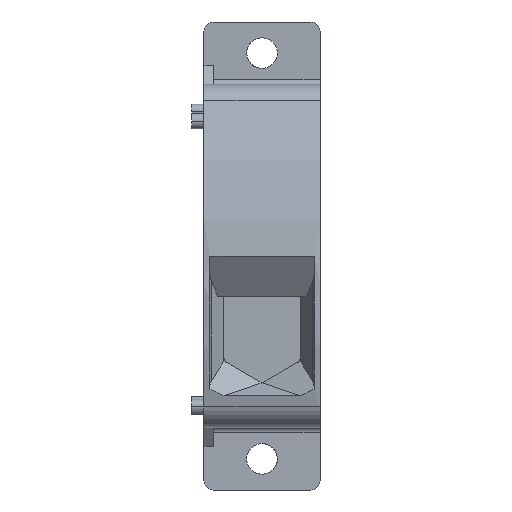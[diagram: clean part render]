
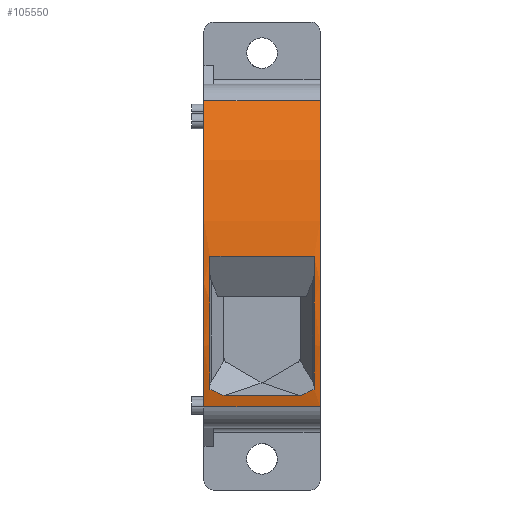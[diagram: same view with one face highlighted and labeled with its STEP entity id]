
A CAD part, front view. The second image highlights one B-rep face of the part: STEP entity #105550.
In plain terms, the highlighted cylindrical face has radius 100 mm (diameter 200 mm), a partial arc.
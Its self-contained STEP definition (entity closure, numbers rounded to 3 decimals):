
#210=CARTESIAN_POINT('',(25.,80.896,
70.319));
#220=VERTEX_POINT('',#210);
#250=CARTESIAN_POINT('',(25.,-10.615,30.));
#260=DIRECTION('',(-1.,0.,0.));
#270=DIRECTION('',(0.,-1.,0.));
#280=AXIS2_PLACEMENT_3D('',#250,#260,#270);
#290=CIRCLE('',#280,100.);
#300=CARTESIAN_POINT('',(25.,86.07,
4.468));
#310=VERTEX_POINT('',#300);
#320=EDGE_CURVE('',#220,#310,#290,.T.);
#11010=CARTESIAN_POINT('',(0.,86.07,
4.468));
#11020=VERTEX_POINT('',#11010);
#11050=CARTESIAN_POINT('',(0.,-10.615,
30.));
#11060=DIRECTION('',(-1.,0.,0.));
#11070=DIRECTION('',(0.,-1.,0.));
#11080=AXIS2_PLACEMENT_3D('',#11050,#11060,#11070);
#11090=CIRCLE('',#11080,100.);
#11100=CARTESIAN_POINT('',(0.,80.896,
70.319));
#11110=VERTEX_POINT('',#11100);
#11120=EDGE_CURVE('',#11110,#11020,#11090,.T.);
#94310=CARTESIAN_POINT('',(25.,80.896,
70.319));
#94320=DIRECTION('',(-1.,0.,0.));
#94330=VECTOR('',#94320,1.);
#94340=LINE('',#94310,#94330);
#94350=EDGE_CURVE('',#220,#11110,#94340,.T.);
#94670=CARTESIAN_POINT('',(23.7,86.992,
8.255));
#94680=VERTEX_POINT('',#94670);
#94710=CARTESIAN_POINT('',(23.7,-10.615,
30.));
#94720=DIRECTION('',(-1.,0.,0.));
#94730=DIRECTION('',(0.,-1.,0.));
#94740=AXIS2_PLACEMENT_3D('',#94710,#94720,#94730);
#94750=CIRCLE('',#94740,100.);
#94760=CARTESIAN_POINT('',(23.7,89.149,
36.861));
#94770=VERTEX_POINT('',#94760);
#94780=EDGE_CURVE('',#94770,#94680,#94750,.T.);
#95010=CARTESIAN_POINT('',(25.,86.07,
4.468));
#95020=DIRECTION('',(-1.,0.,0.));
#95030=VECTOR('',#95020,1.);
#95040=LINE('',#95010,#95030);
#95050=EDGE_CURVE('',#310,#11020,#95040,.T.);
#105000=CARTESIAN_POINT('',(25.,-10.615,30.));
#105010=DIRECTION('',(-1.,0.,0.));
#105020=DIRECTION('',(0.,-1.,0.));
#105030=AXIS2_PLACEMENT_3D('',#105000,#105010,#105020);
#105040=CYLINDRICAL_SURFACE('',#105030,100.);
#105050=CARTESIAN_POINT('',(1.3,-10.615,
30.));
#105060=DIRECTION('',(-1.,0.,0.));
#105070=DIRECTION('',(0.,-1.,0.));
#105080=AXIS2_PLACEMENT_3D('',#105050,#105060,#105070);
#105090=CIRCLE('',#105080,100.);
#105100=CARTESIAN_POINT('',(1.3,89.149,
36.861));
#105110=VERTEX_POINT('',#105100);
#105120=CARTESIAN_POINT('',(1.3,86.992,
8.255));
#105130=VERTEX_POINT('',#105120);
#105140=EDGE_CURVE('',#105110,#105130,#105090,.T.);
#105150=ORIENTED_EDGE('',*,*,#105140,.T.);
#105160=CARTESIAN_POINT('',(25.,89.149,
36.861));
#105170=DIRECTION('',(-1.,0.,0.));
#105180=VECTOR('',#105170,1.);
#105190=LINE('',#105160,#105180);
#105200=EDGE_CURVE('',#94770,#105110,#105190,.T.);
#105210=ORIENTED_EDGE('',*,*,#105200,.T.);
#105220=ORIENTED_EDGE('',*,*,#94780,.F.);
#105230=CARTESIAN_POINT('',(-152.754,-10.615,
30.));
#105240=DIRECTION('',(-0.337,0.739,
0.583));
#105250=DIRECTION('',(0.942,0.264,
0.209));
#105260=AXIS2_PLACEMENT_3D('',#105230,#105240,#105250);
#105270=ELLIPSE('',#105260,296.853,100.);
#105280=CARTESIAN_POINT('',(20.671,86.68,
6.901));
#105290=VERTEX_POINT('',#105280);
#105300=EDGE_CURVE('',#94680,#105290,#105270,.T.);
#105310=ORIENTED_EDGE('',*,*,#105300,.F.);
#105320=CARTESIAN_POINT('',(25.,86.68,
6.901));
#105330=DIRECTION('',(-1.,0.,0.));
#105340=VECTOR('',#105330,1.);
#105350=LINE('',#105320,#105340);
#105360=CARTESIAN_POINT('',(4.329,86.68,
6.901));
#105370=VERTEX_POINT('',#105360);
#105380=EDGE_CURVE('',#105290,#105370,#105350,.T.);
#105390=ORIENTED_EDGE('',*,*,#105380,.F.);
#105400=CARTESIAN_POINT('',(177.754,-10.615,
30.));
#105410=DIRECTION('',(-0.337,-0.739,
-0.583));
#105420=DIRECTION('',(-0.942,0.264,
0.209));
#105430=AXIS2_PLACEMENT_3D('',#105400,#105410,#105420);
#105440=ELLIPSE('',#105430,296.853,100.);
#105450=EDGE_CURVE('',#105130,#105370,#105440,.T.);
#105460=ORIENTED_EDGE('',*,*,#105450,.T.);
#105470=EDGE_LOOP('',(#105460,#105390,#105310,#105220,#105210,#105150));
#105480=FACE_BOUND('',#105470,.T.);
#105490=ORIENTED_EDGE('',*,*,#94350,.F.);
#105500=ORIENTED_EDGE('',*,*,#11120,.F.);
#105510=ORIENTED_EDGE('',*,*,#95050,.T.);
#105520=ORIENTED_EDGE('',*,*,#320,.T.);
#105530=EDGE_LOOP('',(#105520,#105510,#105500,#105490));
#105540=FACE_OUTER_BOUND('',#105530,.T.);
#105550=ADVANCED_FACE('',(#105480,#105540),#105040,.T.);
